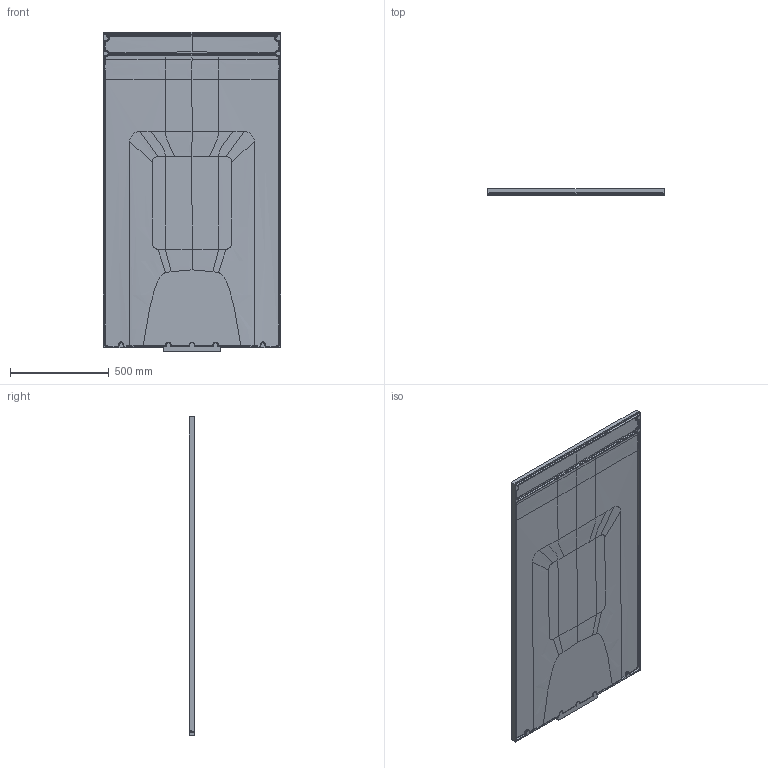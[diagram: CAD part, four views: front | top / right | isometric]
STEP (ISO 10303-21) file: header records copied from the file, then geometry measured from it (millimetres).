
FILE_DESCRIPTION((''),'2;1');
FILE_NAME('V3P2110-020','2022-04-01T15:01:09',('hegemanc'),('Villeroy & Boch Wellness bv'),'CREO PARAMETRIC BY PTC INC, 2020454','CREO PARAMETRIC BY PTC INC, 2020454','');
FILE_SCHEMA(('CONFIG_CONTROL_DESIGN'));
Length unit declared in the file: millimetre
Products named in the file (1): V3P2110-020
Bounding box: 900 x 30.12 x 1620 mm (x, y, z)
Volume: 23419790 mm3; surface area: 3085353.5 mm2
Topology: 1 solids, 1 shells, 302 faces, 695 edges, 397 vertices
Faces by surface type: bspline 184, cylinder 44, plane 30, sphere 22, torus 14, cone 8
Entity records: 20264 total; most frequent: CARTESIAN_POINT 14749, ORIENTED_EDGE 1390, DIRECTION 774, EDGE_CURVE 695, VERTEX_POINT 397, B_SPLINE_CURVE_WITH_KNOTS 373, AXIS2_PLACEMENT_3D 334, EDGE_LOOP 304
